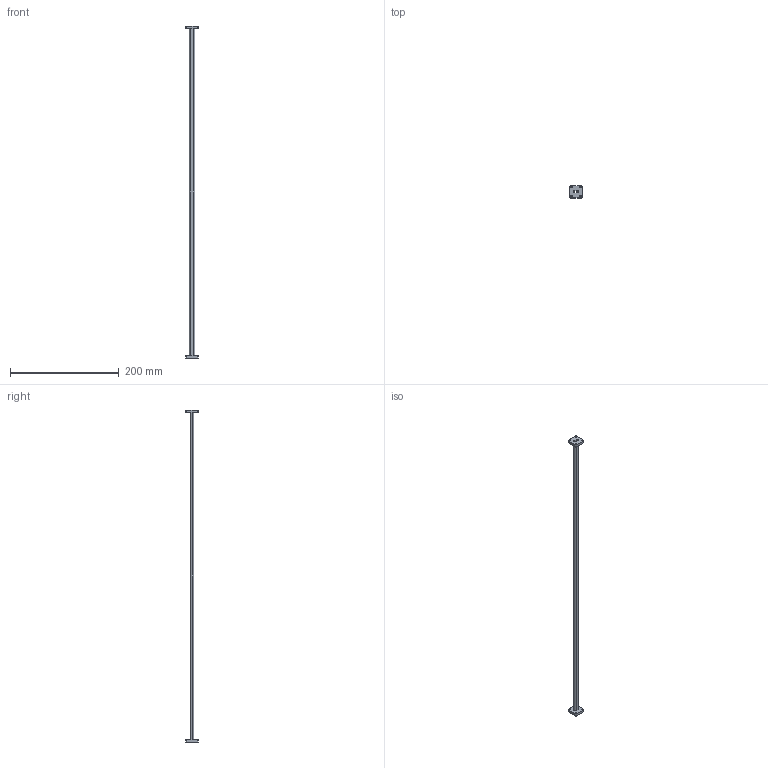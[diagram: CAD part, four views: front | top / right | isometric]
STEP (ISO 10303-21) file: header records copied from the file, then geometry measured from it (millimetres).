
FILE_DESCRIPTION (( 'STEP AP214' ), '1' );
FILE_NAME ('SMW34TF005-24_3D.step', '2025-08-15T18:33:15', ( '' ), ( '' ), 'SwSTEP 2.0', 'SolidWorks 2022', '' );
FILE_SCHEMA (( 'AUTOMOTIVE_DESIGN' ));
Length unit declared in the file: inch
Products named in the file (1): SMW34TF005-24_3D
Bounding box: 22.23 x 22.23 x 609.6 mm (x, y, z)
Volume: 19512.2 mm3; surface area: 33499.1 mm2
Topology: 1 solids, 1 shells, 46 faces, 126 edges, 84 vertices
Faces by surface type: plane 24, cylinder 22
Entity records: 1550 total; most frequent: DIRECTION 264, CARTESIAN_POINT 257, ORIENTED_EDGE 252, EDGE_CURVE 126, AXIS2_PLACEMENT_3D 91, VERTEX_POINT 84, LINE 82, VECTOR 82
